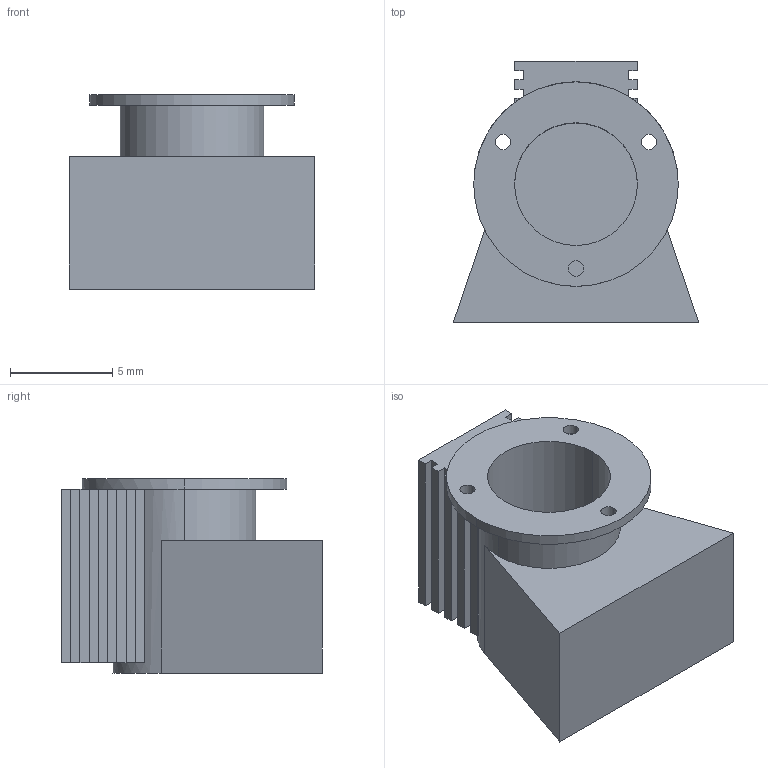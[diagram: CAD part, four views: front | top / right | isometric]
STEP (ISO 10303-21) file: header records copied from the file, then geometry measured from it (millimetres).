
FILE_DESCRIPTION (( 'STEP AP203' ), '1' );
FILE_NAME ('4. Motor (1).STEP', '2025-04-03T20:14:39', ( '' ), ( '' ), 'SwSTEP 2.0', 'SolidWorks 2022', '' );
FILE_SCHEMA (( 'CONFIG_CONTROL_DESIGN' ));
Length unit declared in the file: millimetre
Products named in the file (1): 4. Motor (1)
Bounding box: 12 x 12.75 x 9.5 mm (x, y, z)
Volume: 571.5 mm3; surface area: 869.4 mm2
Topology: 1 solids, 1 shells, 63 faces, 174 edges, 114 vertices
Faces by surface type: plane 51, cylinder 12
Entity records: 2083 total; most frequent: CARTESIAN_POINT 352, ORIENTED_EDGE 348, DIRECTION 336, EDGE_CURVE 174, LINE 140, VECTOR 140, VERTEX_POINT 114, AXIS2_PLACEMENT_3D 98
